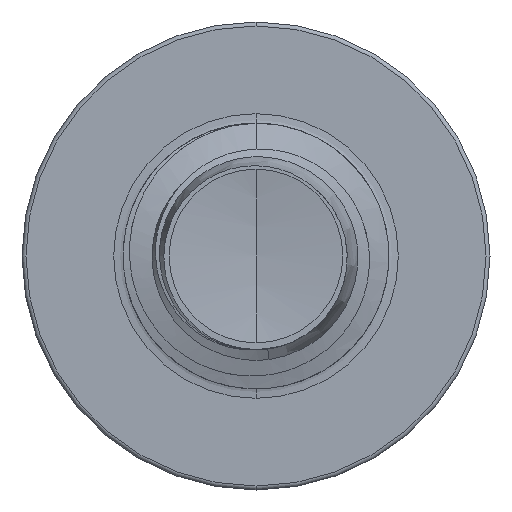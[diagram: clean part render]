
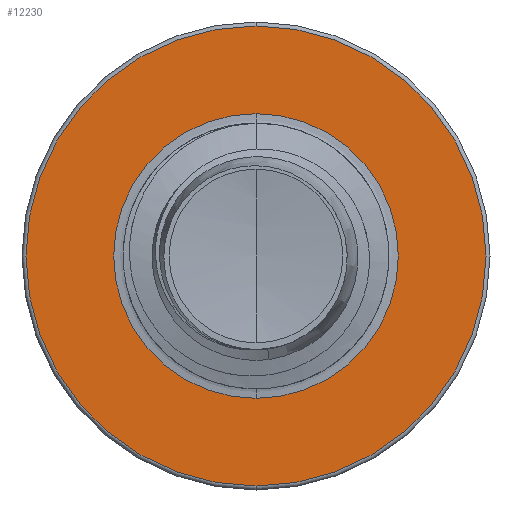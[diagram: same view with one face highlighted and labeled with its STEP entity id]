
A CAD part, front view. The second image highlights one B-rep face of the part: STEP entity #12230.
In plain terms, the highlighted planar face has unit normal (0, -1, 0).
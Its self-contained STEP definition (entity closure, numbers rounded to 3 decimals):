
#222 = VERTEX_POINT ( 'NONE', #16742 ) ;
#1504 = EDGE_CURVE ( 'NONE', #1918, #222, #4516, .T. ) ;
#1625 = DIRECTION ( 'NONE',  ( 0., 0., 1. ) ) ;
#1894 = DIRECTION ( 'NONE',  ( 0., 0., 1. ) ) ;
#1918 = VERTEX_POINT ( 'NONE', #13556 ) ;
#2160 = VERTEX_POINT ( 'NONE', #11110 ) ;
#3411 = ORIENTED_EDGE ( 'NONE', *, *, #16504, .T. ) ;
#4080 = CARTESIAN_POINT ( 'NONE',  ( 0., 11., -2.677 ) ) ;
#4516 = CIRCLE ( 'NONE', #12272, 4.325 ) ;
#4727 = EDGE_CURVE ( 'NONE', #222, #1918, #8439, .T. ) ;
#5701 = CIRCLE ( 'NONE', #9462, 2.677 ) ;
#6777 = CARTESIAN_POINT ( 'NONE',  ( 0., 11., 0. ) ) ;
#7342 = EDGE_CURVE ( 'NONE', #2160, #23456, #5701, .T. ) ;
#8409 = CIRCLE ( 'NONE', #9707, 2.677 ) ;
#8439 = CIRCLE ( 'NONE', #18322, 4.325 ) ;
#8714 = DIRECTION ( 'NONE',  ( 0., 0., 1. ) ) ;
#9462 = AXIS2_PLACEMENT_3D ( 'NONE', #22399, #11350, #24274 ) ;
#9707 = AXIS2_PLACEMENT_3D ( 'NONE', #24194, #13158, #1625 ) ;
#11110 = CARTESIAN_POINT ( 'NONE',  ( 0., 11., 2.677 ) ) ;
#11350 = DIRECTION ( 'NONE',  ( 0., 1., 0. ) ) ;
#11459 = CARTESIAN_POINT ( 'NONE',  ( 0., 11., -2.677 ) ) ;
#11928 = FACE_OUTER_BOUND ( 'NONE', #19667, .T. ) ;
#12053 = AXIS2_PLACEMENT_3D ( 'NONE', #11459, #13431, #1894 ) ;
#12230 = ADVANCED_FACE ( 'NONE', ( #11928, #16878 ), #24455, .F. ) ;
#12272 = AXIS2_PLACEMENT_3D ( 'NONE', #14710, #14679, #14625 ) ;
#13042 = ORIENTED_EDGE ( 'NONE', *, *, #1504, .F. ) ;
#13158 = DIRECTION ( 'NONE',  ( 0., 1., 0. ) ) ;
#13431 = DIRECTION ( 'NONE',  ( 0., 1., 0. ) ) ;
#13556 = CARTESIAN_POINT ( 'NONE',  ( 0., 11., 4.325 ) ) ;
#14625 = DIRECTION ( 'NONE',  ( 0., 0., 1. ) ) ;
#14679 = DIRECTION ( 'NONE',  ( 0., 1., 0. ) ) ;
#14710 = CARTESIAN_POINT ( 'NONE',  ( 0., 11., 0. ) ) ;
#16504 = EDGE_CURVE ( 'NONE', #23456, #2160, #8409, .T. ) ;
#16742 = CARTESIAN_POINT ( 'NONE',  ( 0., 11., -4.325 ) ) ;
#16878 = FACE_BOUND ( 'NONE', #19860, .T. ) ;
#17935 = ORIENTED_EDGE ( 'NONE', *, *, #4727, .F. ) ;
#18322 = AXIS2_PLACEMENT_3D ( 'NONE', #6777, #19921, #8714 ) ;
#19667 = EDGE_LOOP ( 'NONE', ( #13042, #17935 ) ) ;
#19860 = EDGE_LOOP ( 'NONE', ( #22829, #3411 ) ) ;
#19921 = DIRECTION ( 'NONE',  ( 0., 1., 0. ) ) ;
#22399 = CARTESIAN_POINT ( 'NONE',  ( 0., 11., 0. ) ) ;
#22829 = ORIENTED_EDGE ( 'NONE', *, *, #7342, .T. ) ;
#23456 = VERTEX_POINT ( 'NONE', #4080 ) ;
#24194 = CARTESIAN_POINT ( 'NONE',  ( 0., 11., 0. ) ) ;
#24274 = DIRECTION ( 'NONE',  ( 0., 0., 1. ) ) ;
#24455 = PLANE ( 'NONE',  #12053 ) ;
